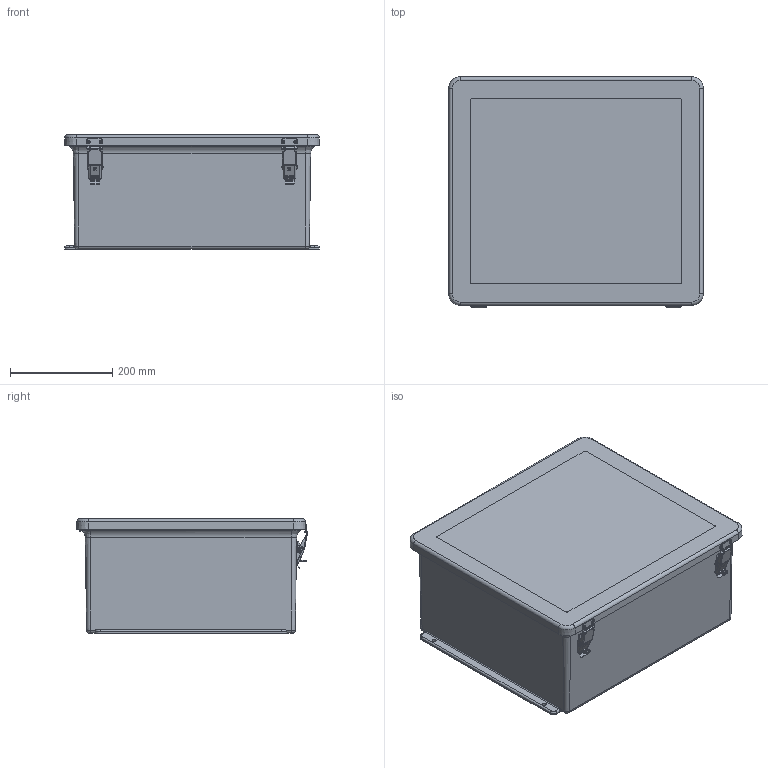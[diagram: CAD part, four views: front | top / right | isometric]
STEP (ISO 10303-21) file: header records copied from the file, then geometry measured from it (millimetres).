
FILE_DESCRIPTION (( 'STEP AP214' ), '1' );
FILE_NAME ('MRW1816HPL.STEP', '2018-11-07T01:30:24', ( '' ), ( '' ), 'SwSTEP 2.0', 'SolidWorks 2018', '' );
FILE_SCHEMA (( 'AUTOMOTIVE_DESIGN' ));
Length unit declared in the file: inch
Products named in the file (1): MRW1816HPL
Bounding box: 498.48 x 452.6 x 223.81 mm (x, y, z)
Volume: 4521469.1 mm3; surface area: 1803093.3 mm2
Topology: 43 solids, 43 shells, 1210 faces, 3075 edges, 1989 vertices
Faces by surface type: plane 556, cylinder 503, torus 60, cone 51, bspline 40
Full cylindrical faces by diameter (mm): 2.159 x71, 2.921 x2, 3.175 x20, 3.302 x4, 3.327 x12, 3.429 x22, 3.556 x24, 3.861 x5, 3.962 x7, 5.537 x4, 6.35 x20, 6.858 x4, 9.525 x2
Entity records: 43958 total; most frequent: CARTESIAN_POINT 10133, DIRECTION 5962, ORIENTED_EDGE 5652, EDGE_CURVE 2826, AXIS2_PLACEMENT_3D 2209, VERTEX_POINT 1976, EDGE_LOOP 1756, LINE 1544
